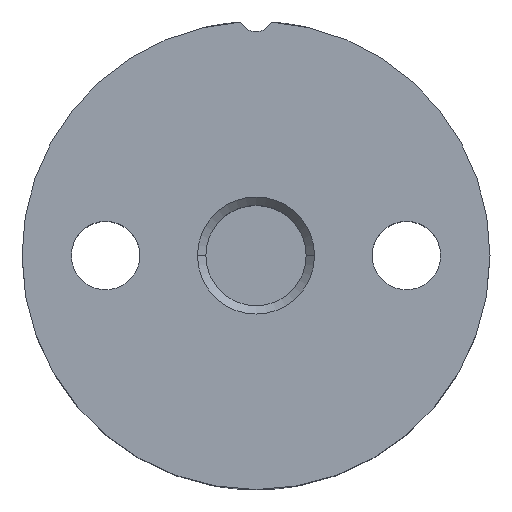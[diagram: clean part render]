
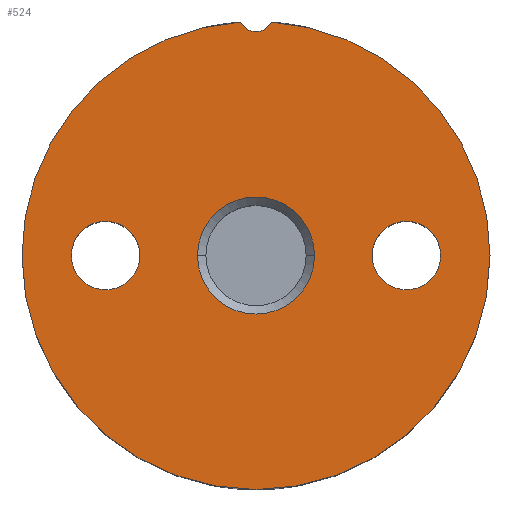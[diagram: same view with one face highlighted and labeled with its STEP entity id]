
A CAD part, top view. The second image highlights one B-rep face of the part: STEP entity #524.
In plain terms, the highlighted planar face has unit normal (0, 0, 1).
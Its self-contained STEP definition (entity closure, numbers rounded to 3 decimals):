
#430 = ORIENTED_EDGE ( 'NONE', *, *, #654, .T. ) ;
#431 = EDGE_LOOP ( 'NONE', ( #432, #434 ) ) ;
#432 = ORIENTED_EDGE ( 'NONE', *, *, #433, .T. ) ;
#433 = EDGE_CURVE ( 'NONE', #642, #641, #2246, .T. ) ;
#434 = ORIENTED_EDGE ( 'NONE', *, *, #640, .T. ) ;
#486 = EDGE_CURVE ( 'NONE', #487, #583, #2463, .T. ) ;
#487 = VERTEX_POINT ( 'NONE', #2459 ) ;
#488 = VERTEX_POINT ( 'NONE', #2458 ) ;
#524 = ADVANCED_FACE ( 'NONE', ( #2644, #2567, #2554, #2643 ), #2612, .T. ) ;
#525 = EDGE_LOOP ( 'NONE', ( #526, #527, #528, #529 ) ) ;
#526 = ORIENTED_EDGE ( 'NONE', *, *, #548, .T. ) ;
#527 = ORIENTED_EDGE ( 'NONE', *, *, #486, .T. ) ;
#528 = ORIENTED_EDGE ( 'NONE', *, *, #582, .T. ) ;
#529 = ORIENTED_EDGE ( 'NONE', *, *, #580, .T. ) ;
#530 = EDGE_LOOP ( 'NONE', ( #531, #532 ) ) ;
#531 = ORIENTED_EDGE ( 'NONE', *, *, #647, .T. ) ;
#532 = ORIENTED_EDGE ( 'NONE', *, *, #615, .T. ) ;
#533 = EDGE_LOOP ( 'NONE', ( #616, #430 ) ) ;
#548 = EDGE_CURVE ( 'NONE', #488, #487, #2618, .T. ) ;
#580 = EDGE_CURVE ( 'NONE', #581, #488, #2834, .T. ) ;
#581 = VERTEX_POINT ( 'NONE', #2832 ) ;
#582 = EDGE_CURVE ( 'NONE', #583, #581, #2898, .T. ) ;
#583 = VERTEX_POINT ( 'NONE', #2886 ) ;
#615 = EDGE_CURVE ( 'NONE', #676, #648, #2800, .T. ) ;
#616 = ORIENTED_EDGE ( 'NONE', *, *, #617, .T. ) ;
#617 = EDGE_CURVE ( 'NONE', #656, #655, #2945, .T. ) ;
#640 = EDGE_CURVE ( 'NONE', #641, #642, #3037, .T. ) ;
#641 = VERTEX_POINT ( 'NONE', #3033 ) ;
#642 = VERTEX_POINT ( 'NONE', #3032 ) ;
#647 = EDGE_CURVE ( 'NONE', #648, #676, #2996, .T. ) ;
#648 = VERTEX_POINT ( 'NONE', #2991 ) ;
#654 = EDGE_CURVE ( 'NONE', #655, #656, #3093, .T. ) ;
#655 = VERTEX_POINT ( 'NONE', #3024 ) ;
#656 = VERTEX_POINT ( 'NONE', #3023 ) ;
#676 = VERTEX_POINT ( 'NONE', #2955 ) ;
#2242 = DIRECTION ( 'NONE',  ( 1., 0., 0. ) ) ;
#2243 = DIRECTION ( 'NONE',  ( 0., 0., -1. ) ) ;
#2244 = CARTESIAN_POINT ( 'NONE',  ( 9., 0., 15. ) ) ;
#2245 = AXIS2_PLACEMENT_3D ( 'NONE', #2244, #2243, #2242 ) ;
#2246 = CIRCLE ( 'NONE', #2245, 2.05 ) ;
#2408 = CARTESIAN_POINT ( 'NONE',  ( 0., 0., 15. ) ) ;
#2458 = CARTESIAN_POINT ( 'NONE',  ( 0.903, 13.971, 15. ) ) ;
#2459 = CARTESIAN_POINT ( 'NONE',  ( -0.903, 13.971, 15. ) ) ;
#2460 = DIRECTION ( 'NONE',  ( 1., 0., 0. ) ) ;
#2461 = DIRECTION ( 'NONE',  ( 0., 0., 1. ) ) ;
#2462 = AXIS2_PLACEMENT_3D ( 'NONE', #2408, #2461, #2460 ) ;
#2463 = CIRCLE ( 'NONE', #2462, 14. ) ;
#2554 = FACE_BOUND ( 'NONE', #533, .T. ) ;
#2567 = FACE_BOUND ( 'NONE', #530, .T. ) ;
#2612 = PLANE ( 'NONE',  #2657 ) ;
#2614 = DIRECTION ( 'NONE',  ( -1., 0., 0. ) ) ;
#2615 = DIRECTION ( 'NONE',  ( 0., 0., -1. ) ) ;
#2616 = CARTESIAN_POINT ( 'NONE',  ( 0., 14.4, 15. ) ) ;
#2617 = AXIS2_PLACEMENT_3D ( 'NONE', #2616, #2615, #2614 ) ;
#2618 = CIRCLE ( 'NONE', #2617, 1. ) ;
#2625 = DIRECTION ( 'NONE',  ( 1., 0., 0. ) ) ;
#2643 = FACE_BOUND ( 'NONE', #431, .T. ) ;
#2644 = FACE_OUTER_BOUND ( 'NONE', #525, .T. ) ;
#2655 = DIRECTION ( 'NONE',  ( 0., 0., 1. ) ) ;
#2656 = CARTESIAN_POINT ( 'NONE',  ( 0., 0., 15. ) ) ;
#2657 = AXIS2_PLACEMENT_3D ( 'NONE', #2656, #2655, #2625 ) ;
#2792 = CARTESIAN_POINT ( 'NONE',  ( 0., 0., 15. ) ) ;
#2800 = CIRCLE ( 'NONE', #2925, 3.5 ) ;
#2811 = AXIS2_PLACEMENT_3D ( 'NONE', #2818, #2831, #2858 ) ;
#2818 = CARTESIAN_POINT ( 'NONE',  ( 0., 0., 15. ) ) ;
#2831 = DIRECTION ( 'NONE',  ( 0., 0., 1. ) ) ;
#2832 = CARTESIAN_POINT ( 'NONE',  ( 14., 0., 15. ) ) ;
#2834 = CIRCLE ( 'NONE', #2895, 14. ) ;
#2847 = DIRECTION ( 'NONE',  ( 1., 0., 0. ) ) ;
#2858 = DIRECTION ( 'NONE',  ( 1., 0., 0. ) ) ;
#2872 = DIRECTION ( 'NONE',  ( 0., 0., 1. ) ) ;
#2886 = CARTESIAN_POINT ( 'NONE',  ( -14., 0., 15. ) ) ;
#2895 = AXIS2_PLACEMENT_3D ( 'NONE', #2792, #2872, #2847 ) ;
#2898 = CIRCLE ( 'NONE', #2811, 14. ) ;
#2925 = AXIS2_PLACEMENT_3D ( 'NONE', #2946, #2950, #2949 ) ;
#2935 = DIRECTION ( 'NONE',  ( 1., 0., 0. ) ) ;
#2936 = DIRECTION ( 'NONE',  ( 0., 0., -1. ) ) ;
#2945 = CIRCLE ( 'NONE', #2970, 2.05 ) ;
#2946 = CARTESIAN_POINT ( 'NONE',  ( 0., 0., 15. ) ) ;
#2949 = DIRECTION ( 'NONE',  ( 1., 0., 0. ) ) ;
#2950 = DIRECTION ( 'NONE',  ( 0., 0., -1. ) ) ;
#2955 = CARTESIAN_POINT ( 'NONE',  ( -3.5, 0., 15. ) ) ;
#2969 = CARTESIAN_POINT ( 'NONE',  ( -9., 0., 15. ) ) ;
#2970 = AXIS2_PLACEMENT_3D ( 'NONE', #2969, #2936, #2935 ) ;
#2991 = CARTESIAN_POINT ( 'NONE',  ( 3.5, 0., 15. ) ) ;
#2992 = DIRECTION ( 'NONE',  ( 1., 0., 0. ) ) ;
#2993 = DIRECTION ( 'NONE',  ( 0., 0., -1. ) ) ;
#2994 = CARTESIAN_POINT ( 'NONE',  ( 0., 0., 15. ) ) ;
#2995 = AXIS2_PLACEMENT_3D ( 'NONE', #2994, #2993, #2992 ) ;
#2996 = CIRCLE ( 'NONE', #2995, 3.5 ) ;
#3023 = CARTESIAN_POINT ( 'NONE',  ( -11.05, 0., 15. ) ) ;
#3024 = CARTESIAN_POINT ( 'NONE',  ( -6.95, 0., 15. ) ) ;
#3032 = CARTESIAN_POINT ( 'NONE',  ( 6.95, 0., 15. ) ) ;
#3033 = CARTESIAN_POINT ( 'NONE',  ( 11.05, 0., 15. ) ) ;
#3034 = DIRECTION ( 'NONE',  ( 1., 0., 0. ) ) ;
#3035 = DIRECTION ( 'NONE',  ( 0., 0., -1. ) ) ;
#3036 = AXIS2_PLACEMENT_3D ( 'NONE', #3043, #3035, #3034 ) ;
#3037 = CIRCLE ( 'NONE', #3036, 2.05 ) ;
#3043 = CARTESIAN_POINT ( 'NONE',  ( 9., 0., 15. ) ) ;
#3090 = DIRECTION ( 'NONE',  ( 1., 0., 0. ) ) ;
#3091 = DIRECTION ( 'NONE',  ( 0., 0., -1. ) ) ;
#3092 = AXIS2_PLACEMENT_3D ( 'NONE', #3098, #3091, #3090 ) ;
#3093 = CIRCLE ( 'NONE', #3092, 2.05 ) ;
#3098 = CARTESIAN_POINT ( 'NONE',  ( -9., 0., 15. ) ) ;
